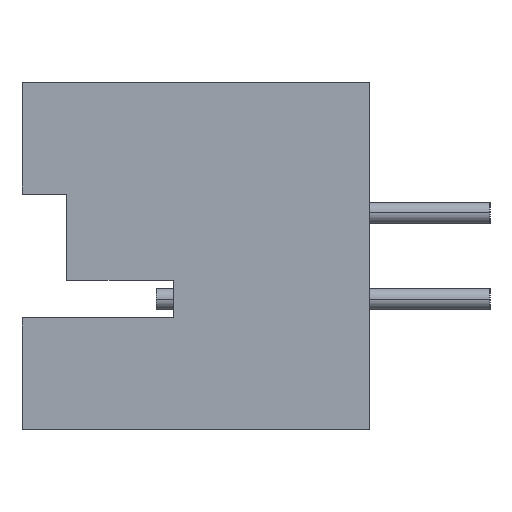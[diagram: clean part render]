
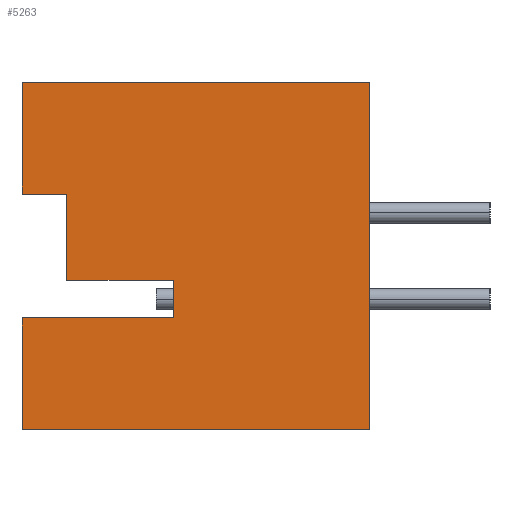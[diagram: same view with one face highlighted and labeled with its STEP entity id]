
A CAD part, left-side view. The second image highlights one B-rep face of the part: STEP entity #5263.
In plain terms, the highlighted planar face has unit normal (-1, 0, 0).
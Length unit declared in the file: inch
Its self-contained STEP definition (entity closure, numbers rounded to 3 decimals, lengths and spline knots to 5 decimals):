
#31 = LINE ( 'NONE', #8979, #6580 ) ;
#246 = EDGE_CURVE ( 'NONE', #865, #3504, #2029, .T. ) ;
#491 = VECTOR ( 'NONE', #1249, 39.37008 ) ;
#551 = CARTESIAN_POINT ( 'NONE',  ( -0.54134, 0., 0.19882 ) ) ;
#865 = VERTEX_POINT ( 'NONE', #3513 ) ;
#900 = CARTESIAN_POINT ( 'NONE',  ( -0.54134, 0.39764, 0.07087 ) ) ;
#952 = CARTESIAN_POINT ( 'NONE',  ( -0.54134, 0.39764, -0.19882 ) ) ;
#1159 = LINE ( 'NONE', #8190, #5199 ) ;
#1165 = ORIENTED_EDGE ( 'NONE', *, *, #3419, .F. ) ;
#1249 = DIRECTION ( 'NONE',  ( 0., 1., 0. ) ) ;
#1287 = EDGE_CURVE ( 'NONE', #1586, #8303, #5275, .T. ) ;
#1395 = LINE ( 'NONE', #7104, #8818 ) ;
#1586 = VERTEX_POINT ( 'NONE', #4182 ) ;
#1609 = AXIS2_PLACEMENT_3D ( 'NONE', #2053, #5523, #4852 ) ;
#1616 = ORIENTED_EDGE ( 'NONE', *, *, #3059, .F. ) ;
#1727 = ORIENTED_EDGE ( 'NONE', *, *, #4687, .F. ) ;
#1909 = CARTESIAN_POINT ( 'NONE',  ( -0.54134, 0.34646, 0.07087 ) ) ;
#2029 = LINE ( 'NONE', #6086, #8705 ) ;
#2053 = CARTESIAN_POINT ( 'NONE',  ( -0.54134, 0., -0.19882 ) ) ;
#2175 = PLANE ( 'NONE',  #1609 ) ;
#2414 = VECTOR ( 'NONE', #5179, 39.37008 ) ;
#2538 = VECTOR ( 'NONE', #7367, 39.37008 ) ;
#2674 = VECTOR ( 'NONE', #6710, 39.37008 ) ;
#2734 = DIRECTION ( 'NONE',  ( 0., 0., 1. ) ) ;
#3059 = EDGE_CURVE ( 'NONE', #3504, #4890, #1395, .T. ) ;
#3101 = DIRECTION ( 'NONE',  ( 0., 0., 1. ) ) ;
#3195 = VECTOR ( 'NONE', #6673, 39.37008 ) ;
#3419 = EDGE_CURVE ( 'NONE', #1586, #5502, #4196, .T. ) ;
#3504 = VERTEX_POINT ( 'NONE', #6995 ) ;
#3513 = CARTESIAN_POINT ( 'NONE',  ( -0.54134, 0.22441, -0.02756 ) ) ;
#3548 = DIRECTION ( 'NONE',  ( 0., -1., 0. ) ) ;
#3615 = LINE ( 'NONE', #4472, #2414 ) ;
#4036 = FACE_OUTER_BOUND ( 'NONE', #6464, .T. ) ;
#4161 = CARTESIAN_POINT ( 'NONE',  ( -0.54134, 0., -0.07087 ) ) ;
#4182 = CARTESIAN_POINT ( 'NONE',  ( -0.54134, 0., -0.19882 ) ) ;
#4196 = LINE ( 'NONE', #4748, #491 ) ;
#4472 = CARTESIAN_POINT ( 'NONE',  ( -0.54134, 0.39764, 0.19882 ) ) ;
#4672 = VERTEX_POINT ( 'NONE', #7833 ) ;
#4687 = EDGE_CURVE ( 'NONE', #4672, #8303, #3615, .T. ) ;
#4748 = CARTESIAN_POINT ( 'NONE',  ( -0.54134, 0., -0.19882 ) ) ;
#4852 = DIRECTION ( 'NONE',  ( 0., 0., -1. ) ) ;
#4890 = VERTEX_POINT ( 'NONE', #1909 ) ;
#5125 = VERTEX_POINT ( 'NONE', #7621 ) ;
#5179 = DIRECTION ( 'NONE',  ( 0., -1., 0. ) ) ;
#5199 = VECTOR ( 'NONE', #7545, 39.37008 ) ;
#5243 = ORIENTED_EDGE ( 'NONE', *, *, #1287, .T. ) ;
#5263 = ADVANCED_FACE ( 'NONE', ( #4036 ), #2175, .F. ) ;
#5275 = LINE ( 'NONE', #5311, #3195 ) ;
#5311 = CARTESIAN_POINT ( 'NONE',  ( -0.54134, 0., -0.19882 ) ) ;
#5325 = ORIENTED_EDGE ( 'NONE', *, *, #8065, .F. ) ;
#5464 = ORIENTED_EDGE ( 'NONE', *, *, #7720, .F. ) ;
#5502 = VERTEX_POINT ( 'NONE', #952 ) ;
#5523 = DIRECTION ( 'NONE',  ( 1., 0., 0. ) ) ;
#5619 = ORIENTED_EDGE ( 'NONE', *, *, #7502, .T. ) ;
#5907 = LINE ( 'NONE', #4161, #6688 ) ;
#5961 = CARTESIAN_POINT ( 'NONE',  ( -0.54134, 0.34646, 0.07087 ) ) ;
#6086 = CARTESIAN_POINT ( 'NONE',  ( -0.54134, 0., -0.02756 ) ) ;
#6109 = VERTEX_POINT ( 'NONE', #6115 ) ;
#6115 = CARTESIAN_POINT ( 'NONE',  ( -0.54134, 0.22441, -0.07087 ) ) ;
#6417 = EDGE_CURVE ( 'NONE', #7259, #4672, #1159, .T. ) ;
#6464 = EDGE_LOOP ( 'NONE', ( #7791, #1616, #7229, #5619, #5464, #5325, #1165, #5243, #1727, #8459 ) ) ;
#6580 = VECTOR ( 'NONE', #2734, 39.37008 ) ;
#6636 = CARTESIAN_POINT ( 'NONE',  ( -0.54134, 0.22441, -0.07087 ) ) ;
#6673 = DIRECTION ( 'NONE',  ( 0., 0., 1. ) ) ;
#6688 = VECTOR ( 'NONE', #3548, 39.37008 ) ;
#6710 = DIRECTION ( 'NONE',  ( 0., -1., 0. ) ) ;
#6786 = EDGE_CURVE ( 'NONE', #7259, #4890, #8263, .T. ) ;
#6830 = DIRECTION ( 'NONE',  ( 0., 1., 0. ) ) ;
#6995 = CARTESIAN_POINT ( 'NONE',  ( -0.54134, 0.34646, -0.02756 ) ) ;
#7104 = CARTESIAN_POINT ( 'NONE',  ( -0.54134, 0.34646, -0.19882 ) ) ;
#7229 = ORIENTED_EDGE ( 'NONE', *, *, #246, .F. ) ;
#7259 = VERTEX_POINT ( 'NONE', #900 ) ;
#7367 = DIRECTION ( 'NONE',  ( 0., 0., -1. ) ) ;
#7502 = EDGE_CURVE ( 'NONE', #865, #6109, #7900, .T. ) ;
#7545 = DIRECTION ( 'NONE',  ( 0., 0., 1. ) ) ;
#7621 = CARTESIAN_POINT ( 'NONE',  ( -0.54134, 0.39764, -0.07087 ) ) ;
#7720 = EDGE_CURVE ( 'NONE', #5125, #6109, #5907, .T. ) ;
#7791 = ORIENTED_EDGE ( 'NONE', *, *, #6786, .T. ) ;
#7833 = CARTESIAN_POINT ( 'NONE',  ( -0.54134, 0.39764, 0.19882 ) ) ;
#7900 = LINE ( 'NONE', #6636, #2538 ) ;
#8065 = EDGE_CURVE ( 'NONE', #5502, #5125, #31, .T. ) ;
#8190 = CARTESIAN_POINT ( 'NONE',  ( -0.54134, 0.39764, -0.19882 ) ) ;
#8263 = LINE ( 'NONE', #5961, #2674 ) ;
#8303 = VERTEX_POINT ( 'NONE', #551 ) ;
#8459 = ORIENTED_EDGE ( 'NONE', *, *, #6417, .F. ) ;
#8705 = VECTOR ( 'NONE', #6830, 39.37008 ) ;
#8818 = VECTOR ( 'NONE', #3101, 39.37008 ) ;
#8979 = CARTESIAN_POINT ( 'NONE',  ( -0.54134, 0.39764, -0.19882 ) ) ;
